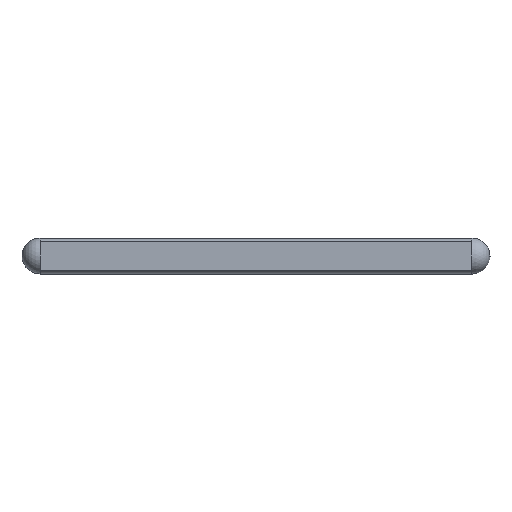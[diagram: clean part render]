
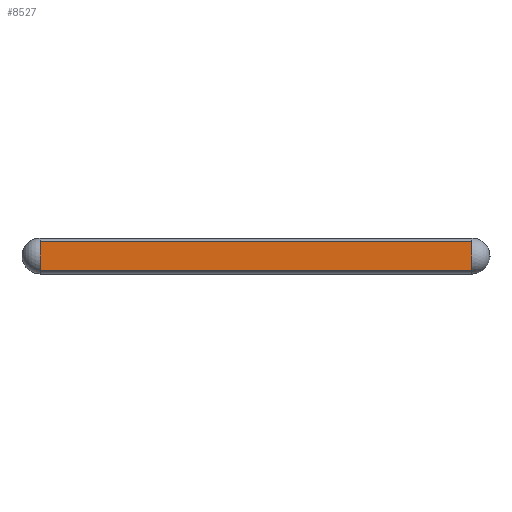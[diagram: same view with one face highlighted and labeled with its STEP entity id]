
A CAD part, left-side view. The second image highlights one B-rep face of the part: STEP entity #8527.
In plain terms, the highlighted planar face has unit normal (-1, 0, 0).
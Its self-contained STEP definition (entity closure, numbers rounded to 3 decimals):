
#279=PLANE('',#9271);
#955=FACE_OUTER_BOUND('',#1431,.T.);
#1431=EDGE_LOOP('',(#7547,#7548,#7549,#7550));
#2186=LINE('',#18175,#2896);
#2190=LINE('',#18184,#2900);
#2206=LINE('',#18250,#2916);
#2207=LINE('',#18251,#2917);
#2896=VECTOR('',#11332,10.);
#2900=VECTOR('',#11342,10.);
#2916=VECTOR('',#11438,10.);
#2917=VECTOR('',#11439,10.);
#4045=VERTEX_POINT('',#18172);
#4046=VERTEX_POINT('',#18174);
#4047=VERTEX_POINT('',#18181);
#4048=VERTEX_POINT('',#18183);
#5247=EDGE_CURVE('',#4045,#4046,#2186,.T.);
#5251=EDGE_CURVE('',#4047,#4048,#2190,.T.);
#5288=EDGE_CURVE('',#4046,#4047,#2206,.T.);
#5289=EDGE_CURVE('',#4048,#4045,#2207,.T.);
#7547=ORIENTED_EDGE('',*,*,#5251,.F.);
#7548=ORIENTED_EDGE('',*,*,#5288,.F.);
#7549=ORIENTED_EDGE('',*,*,#5247,.F.);
#7550=ORIENTED_EDGE('',*,*,#5289,.F.);
#8527=ADVANCED_FACE('',(#955),#279,.T.);
#9271=AXIS2_PLACEMENT_3D('',#18249,#11436,#11437);
#11332=DIRECTION('',(0.,0.,1.));
#11342=DIRECTION('',(0.,0.,-1.));
#11436=DIRECTION('center_axis',(-1.,0.,0.));
#11437=DIRECTION('ref_axis',(0.,-1.,0.));
#11438=DIRECTION('',(0.,-1.,0.));
#11439=DIRECTION('',(0.,1.,0.));
#18172=CARTESIAN_POINT('',(-168.,60.,-54.));
#18174=CARTESIAN_POINT('',(-168.,60.,-46.));
#18175=CARTESIAN_POINT('',(-168.,60.,-50.));
#18181=CARTESIAN_POINT('',(-168.,-60.,-46.));
#18183=CARTESIAN_POINT('',(-168.,-60.,-54.));
#18184=CARTESIAN_POINT('',(-168.,-60.,-50.));
#18249=CARTESIAN_POINT('Origin',(-168.,60.,-50.));
#18250=CARTESIAN_POINT('',(-168.,-60.,-46.));
#18251=CARTESIAN_POINT('',(-168.,-60.,-54.));
